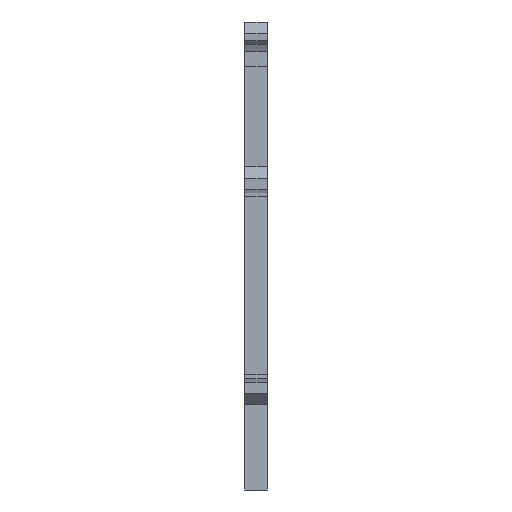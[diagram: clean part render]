
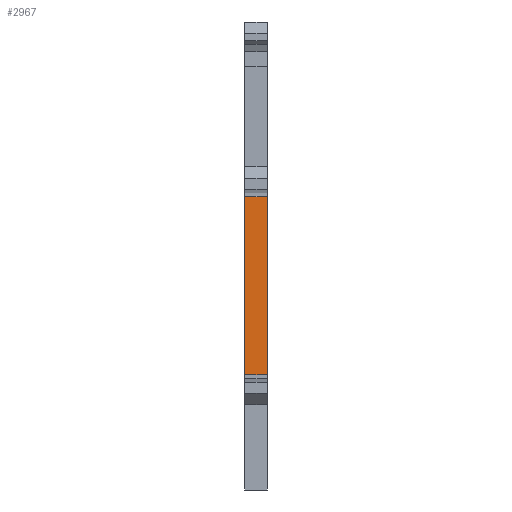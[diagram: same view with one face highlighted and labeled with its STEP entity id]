
A CAD part, left-side view. The second image highlights one B-rep face of the part: STEP entity #2967.
In plain terms, the highlighted planar face has unit normal (-1, 0, 0).
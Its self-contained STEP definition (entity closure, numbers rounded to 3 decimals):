
#124 = EDGE_CURVE ( 'NONE', #1840, #3171, #1074, .T. ) ;
#568 = VECTOR ( 'NONE', #3197, 1000. ) ;
#573 = VECTOR ( 'NONE', #3241, 1000. ) ;
#599 = EDGE_CURVE ( 'NONE', #3171, #1797, #625, .T. ) ;
#604 = EDGE_CURVE ( 'NONE', #1840, #1927, #617, .T. ) ;
#617 = LINE ( 'NONE', #3185, #573 ) ;
#625 = LINE ( 'NONE', #3207, #568 ) ;
#836 = EDGE_CURVE ( 'NONE', #1927, #1797, #3392, .T. ) ;
#1025 = VECTOR ( 'NONE', #1522, 1000. ) ;
#1074 = LINE ( 'NONE', #1230, #1025 ) ;
#1230 = CARTESIAN_POINT ( 'NONE',  ( -53., 17., -12. ) ) ;
#1285 = AXIS2_PLACEMENT_3D ( 'NONE', #2539, #2610, #2511 ) ;
#1418 = EDGE_LOOP ( 'NONE', ( #1780, #1785, #1813, #1862 ) ) ;
#1522 = DIRECTION ( 'NONE',  ( 0., -1., 0. ) ) ;
#1638 = CARTESIAN_POINT ( 'NONE',  ( -53., 14., -12. ) ) ;
#1780 = ORIENTED_EDGE ( 'NONE', *, *, #599, .T. ) ;
#1785 = ORIENTED_EDGE ( 'NONE', *, *, #836, .F. ) ;
#1797 = VERTEX_POINT ( 'NONE', #2746 ) ;
#1813 = ORIENTED_EDGE ( 'NONE', *, *, #604, .F. ) ;
#1840 = VERTEX_POINT ( 'NONE', #2439 ) ;
#1862 = ORIENTED_EDGE ( 'NONE', *, *, #124, .T. ) ;
#1927 = VERTEX_POINT ( 'NONE', #2004 ) ;
#2004 = CARTESIAN_POINT ( 'NONE',  ( -53., 17., 12. ) ) ;
#2012 = DIRECTION ( 'NONE',  ( 0., -1., 0. ) ) ;
#2106 = CARTESIAN_POINT ( 'NONE',  ( -53., 17., 12. ) ) ;
#2439 = CARTESIAN_POINT ( 'NONE',  ( -53., 17., -12. ) ) ;
#2511 = DIRECTION ( 'NONE',  ( 0., 0., -1. ) ) ;
#2527 = PLANE ( 'NONE',  #1285 ) ;
#2539 = CARTESIAN_POINT ( 'NONE',  ( -53., 17., 0. ) ) ;
#2610 = DIRECTION ( 'NONE',  ( 1., 0., 0. ) ) ;
#2746 = CARTESIAN_POINT ( 'NONE',  ( -53., 14., 12. ) ) ;
#2967 = ADVANCED_FACE ( 'NONE', ( #3248 ), #2527, .F. ) ;
#3171 = VERTEX_POINT ( 'NONE', #1638 ) ;
#3185 = CARTESIAN_POINT ( 'NONE',  ( -53., 17., 0. ) ) ;
#3197 = DIRECTION ( 'NONE',  ( 0., 0., 1. ) ) ;
#3207 = CARTESIAN_POINT ( 'NONE',  ( -53., 14., 0. ) ) ;
#3241 = DIRECTION ( 'NONE',  ( 0., 0., 1. ) ) ;
#3248 = FACE_OUTER_BOUND ( 'NONE', #1418, .T. ) ;
#3345 = VECTOR ( 'NONE', #2012, 1000. ) ;
#3392 = LINE ( 'NONE', #2106, #3345 ) ;
